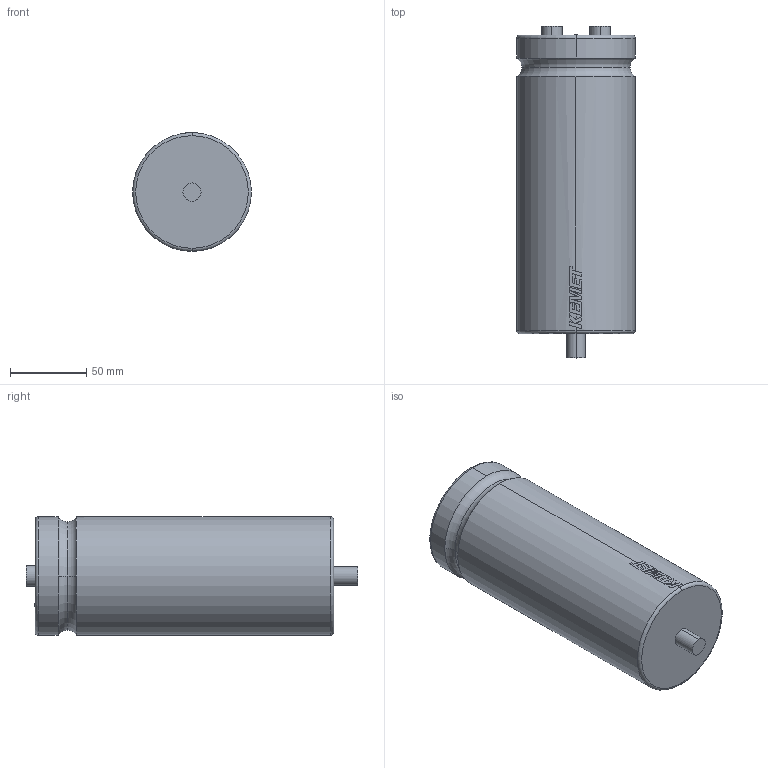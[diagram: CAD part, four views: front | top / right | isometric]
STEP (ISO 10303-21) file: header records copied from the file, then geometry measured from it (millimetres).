
FILE_DESCRIPTION (( 'STEP AP214' ), '1' );
FILE_NAME ('CARC_KARS_77X194_D78L196T6S31.8DT13.500TD10.000V19.000.STEP', '2020-04-28T00:58:40', ( '' ), ( '' ), 'SwSTEP 2.0', 'SolidWorks 2014', '' );
FILE_SCHEMA (( 'AUTOMOTIVE_DESIGN' ));
Length unit declared in the file: millimetre
Products named in the file (1): CARC_KARS_77X194_D78L196T6S31.8DT13.500TD10.000V19.000
Bounding box: 78 x 218 x 78.01 mm (x, y, z)
Volume: 932279.9 mm3; surface area: 59000.6 mm2
Topology: 1 solids, 1 shells, 97 faces, 258 edges, 170 vertices
Faces by surface type: plane 31, bspline 31, cylinder 27, torus 8
Entity records: 3621 total; most frequent: CARTESIAN_POINT 1074, ORIENTED_EDGE 516, DIRECTION 315, EDGE_CURVE 258, VERTEX_POINT 170, B_SPLINE_CURVE_WITH_KNOTS 131, AXIS2_PLACEMENT_3D 121, EDGE_LOOP 104
